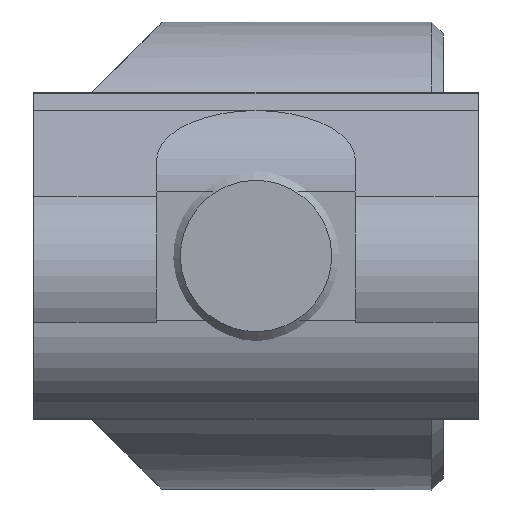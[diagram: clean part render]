
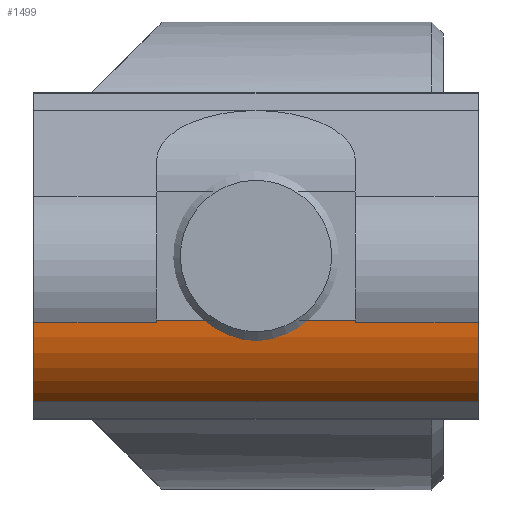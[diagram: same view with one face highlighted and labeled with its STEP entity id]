
A CAD part, front view. The second image highlights one B-rep face of the part: STEP entity #1499.
In plain terms, the highlighted cylindrical face has radius 4 mm (diameter 8 mm), a partial arc.
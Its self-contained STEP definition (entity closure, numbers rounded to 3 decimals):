
#95=CIRCLE('',#1672,4.);
#104=CIRCLE('',#1682,4.);
#128=CYLINDRICAL_SURFACE('',#1709,4.);
#197=FACE_OUTER_BOUND('',#276,.T.);
#276=EDGE_LOOP('',(#1307,#1308,#1309,#1310));
#411=LINE('',#2683,#542);
#412=LINE('',#2684,#543);
#542=VECTOR('',#2098,10.);
#543=VECTOR('',#2099,10.);
#662=VERTEX_POINT('',#2540);
#663=VERTEX_POINT('',#2542);
#688=VERTEX_POINT('',#2594);
#689=VERTEX_POINT('',#2596);
#846=EDGE_CURVE('',#662,#663,#95,.T.);
#873=EDGE_CURVE('',#688,#689,#104,.T.);
#917=EDGE_CURVE('',#689,#662,#411,.T.);
#918=EDGE_CURVE('',#688,#663,#412,.T.);
#1307=ORIENTED_EDGE('',*,*,#917,.F.);
#1308=ORIENTED_EDGE('',*,*,#873,.F.);
#1309=ORIENTED_EDGE('',*,*,#918,.T.);
#1310=ORIENTED_EDGE('',*,*,#846,.F.);
#1499=ADVANCED_FACE('',(#197),#128,.T.);
#1672=AXIS2_PLACEMENT_3D('',#2543,#1963,#1964);
#1682=AXIS2_PLACEMENT_3D('',#2597,#2001,#2002);
#1709=AXIS2_PLACEMENT_3D('',#2682,#2096,#2097);
#1963=DIRECTION('center_axis',(0.,-1.,0.));
#1964=DIRECTION('ref_axis',(-0.5,0.,-0.866));
#2001=DIRECTION('center_axis',(0.,1.,0.));
#2002=DIRECTION('ref_axis',(-0.5,0.,-0.866));
#2096=DIRECTION('center_axis',(0.,1.,0.));
#2097=DIRECTION('ref_axis',(-0.5,0.,-0.866));
#2098=DIRECTION('',(0.,-1.,0.));
#2099=DIRECTION('',(0.,-1.,0.));
#2540=CARTESIAN_POINT('',(3.7,-9.5,2.774));
#2542=CARTESIAN_POINT('',(1.7,-9.5,6.238));
#2543=CARTESIAN_POINT('Origin',(-0.3,-9.5,2.774));
#2594=CARTESIAN_POINT('',(1.7,9.5,6.238));
#2596=CARTESIAN_POINT('',(3.7,9.5,2.774));
#2597=CARTESIAN_POINT('Origin',(-0.3,9.5,2.774));
#2682=CARTESIAN_POINT('Origin',(-0.3,0.,2.774));
#2683=CARTESIAN_POINT('',(3.7,0.,2.774));
#2684=CARTESIAN_POINT('',(1.7,0.,6.238));
